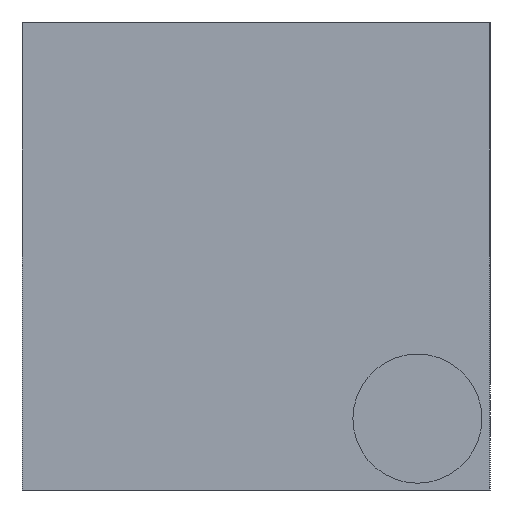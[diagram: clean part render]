
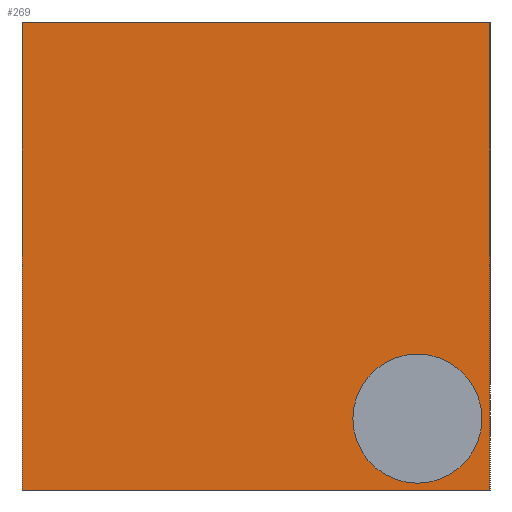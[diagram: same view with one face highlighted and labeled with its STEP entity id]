
A CAD part, left-side view. The second image highlights one B-rep face of the part: STEP entity #269.
In plain terms, the highlighted planar face has unit normal (-1, 0, 0).
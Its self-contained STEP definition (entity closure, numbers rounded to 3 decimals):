
#17=FACE_BOUND('',#69,.T.);
#24=PLANE('',#319);
#48=FACE_OUTER_BOUND('',#68,.T.);
#68=EDGE_LOOP('',(#229,#230,#231,#232));
#69=EDGE_LOOP('',(#233));
#91=LINE('',#468,#112);
#92=LINE('',#470,#113);
#93=LINE('',#472,#114);
#94=LINE('',#473,#115);
#112=VECTOR('',#390,10.);
#113=VECTOR('',#391,10.);
#114=VECTOR('',#392,10.);
#115=VECTOR('',#393,10.);
#127=CIRCLE('',#309,4.);
#142=VERTEX_POINT('',#439);
#151=VERTEX_POINT('',#466);
#152=VERTEX_POINT('',#467);
#153=VERTEX_POINT('',#469);
#154=VERTEX_POINT('',#471);
#169=EDGE_CURVE('',#142,#142,#127,.T.);
#180=EDGE_CURVE('',#151,#152,#91,.T.);
#181=EDGE_CURVE('',#152,#153,#92,.T.);
#182=EDGE_CURVE('',#154,#153,#93,.T.);
#183=EDGE_CURVE('',#151,#154,#94,.T.);
#229=ORIENTED_EDGE('',*,*,#180,.T.);
#230=ORIENTED_EDGE('',*,*,#181,.T.);
#231=ORIENTED_EDGE('',*,*,#182,.F.);
#232=ORIENTED_EDGE('',*,*,#183,.F.);
#233=ORIENTED_EDGE('',*,*,#169,.T.);
#269=ADVANCED_FACE('',(#48,#17),#24,.T.);
#309=AXIS2_PLACEMENT_3D('',#441,#362,#363);
#319=AXIS2_PLACEMENT_3D('',#465,#388,#389);
#362=DIRECTION('center_axis',(1.,0.,0.));
#363=DIRECTION('ref_axis',(0.,0.,-1.));
#388=DIRECTION('center_axis',(-1.,0.,0.));
#389=DIRECTION('ref_axis',(0.,-1.,0.));
#390=DIRECTION('',(0.,-1.,0.));
#391=DIRECTION('',(0.,0.,1.));
#392=DIRECTION('',(0.,-1.,0.));
#393=DIRECTION('',(0.,0.,1.));
#439=CARTESIAN_POINT('',(0.,4.497,8.421));
#441=CARTESIAN_POINT('Origin',(0.,4.497,4.421));
#465=CARTESIAN_POINT('Origin',(0.,29.,0.));
#466=CARTESIAN_POINT('',(0.,29.,0.));
#467=CARTESIAN_POINT('',(0.,0.,0.));
#468=CARTESIAN_POINT('',(0.,29.,0.));
#469=CARTESIAN_POINT('',(0.,0.,29.));
#470=CARTESIAN_POINT('',(0.,0.,0.));
#471=CARTESIAN_POINT('',(0.,29.,29.));
#472=CARTESIAN_POINT('',(0.,29.,29.));
#473=CARTESIAN_POINT('',(0.,29.,0.));
